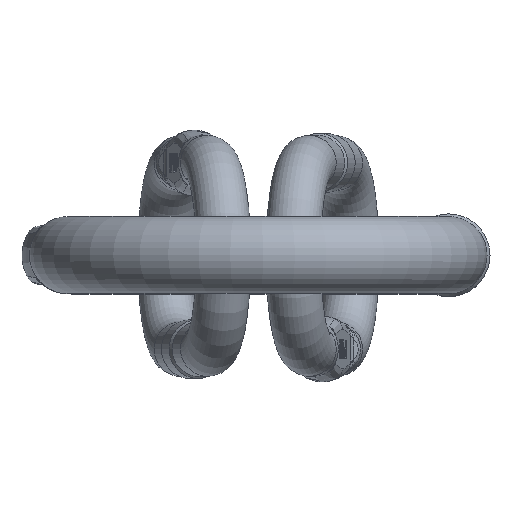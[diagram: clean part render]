
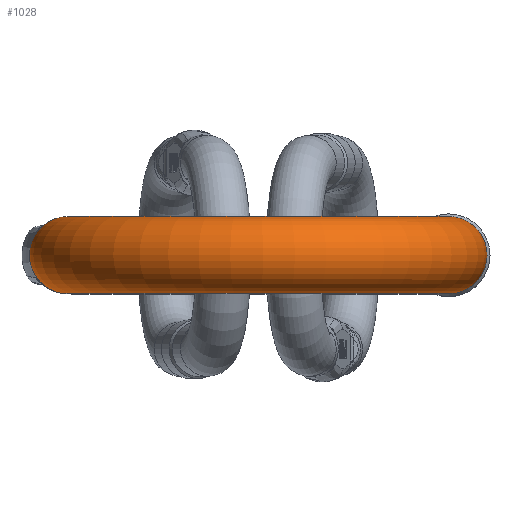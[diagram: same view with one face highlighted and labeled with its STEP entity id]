
A CAD part, top view. The second image highlights one B-rep face of the part: STEP entity #1028.
In plain terms, the highlighted toroidal (fillet/blend) face has major radius 94 mm and minor radius 19 mm.
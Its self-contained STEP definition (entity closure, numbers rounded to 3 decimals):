
#274=TOROIDAL_SURFACE('',#8673,94.,19.);
#818=CIRCLE('',#8658,19.);
#820=CIRCLE('',#8666,19.);
#1028=ADVANCED_FACE('',(#1671,#1672),#274,.T.);
#1671=FACE_BOUND('',#1931,.T.);
#1672=FACE_BOUND('',#1932,.T.);
#1931=EDGE_LOOP('',(#3935));
#1932=EDGE_LOOP('',(#3936));
#3935=ORIENTED_EDGE('',*,*,#6755,.T.);
#3936=ORIENTED_EDGE('',*,*,#6749,.F.);
#5833=VERTEX_POINT('',#16007);
#5835=VERTEX_POINT('',#16017);
#6749=EDGE_CURVE('',#5833,#5833,#818,.T.);
#6755=EDGE_CURVE('',#5835,#5835,#820,.T.);
#8658=AXIS2_PLACEMENT_3D('',#16006,#9414,#9415);
#8666=AXIS2_PLACEMENT_3D('',#16016,#9430,#9431);
#8673=AXIS2_PLACEMENT_3D('',#16027,#9444,#9445);
#9414=DIRECTION('',(0.,0.,-1.));
#9415=DIRECTION('',(1.,0.,0.));
#9430=DIRECTION('',(0.,0.,1.));
#9431=DIRECTION('',(1.,0.,0.));
#9444=DIRECTION('',(0.,-1.,0.));
#9445=DIRECTION('',(0.,0.,-1.));
#16006=CARTESIAN_POINT('',(-94.,0.,62.5));
#16007=CARTESIAN_POINT('',(-75.,0.,62.5));
#16016=CARTESIAN_POINT('',(94.,0.,62.5));
#16017=CARTESIAN_POINT('',(113.,0.,62.5));
#16027=CARTESIAN_POINT('',(0.,0.,62.5));
